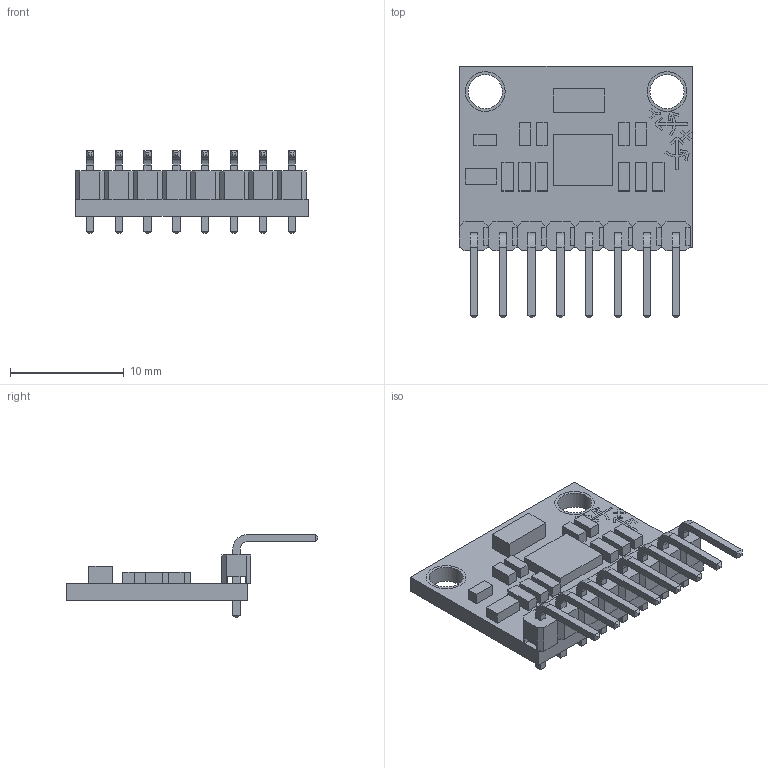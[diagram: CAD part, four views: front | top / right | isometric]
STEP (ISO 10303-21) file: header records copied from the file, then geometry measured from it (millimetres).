
FILE_DESCRIPTION(('FreeCAD Model'),'2;1');
FILE_NAME('gy-521_mpu6050_imu.step','2020-08-25T23:20:00',('Author'),(''), 'Open CASCADE STEP processor 7.3','FreeCAD','Unknown');
FILE_SCHEMA(('AUTOMOTIVE_DESIGN { 1 0 10303 214 1 1 1 1 }'));
Length unit declared in the file: millimetre
Products named in the file (18): MPU_6050_v3; pcb; Chamfer003; Fillet001; Chamfer004; Fillet002; Chamfer005; Fillet003; Chamfer006; Fillet004; Chamfer007; Fillet005; Chamfer008; Fillet006; Chamfer009; Fillet007; Chamfer010; Fillet008
Assembly tree (17 placements, depth 2):
  MPU_6050_v3
    pcb
    Chamfer003
    Fillet001
    Chamfer004
    Fillet002
    Chamfer005
    Fillet003
    Chamfer006
    Fillet004
    Chamfer007
    Fillet005
    Chamfer008
    Fillet006
    Chamfer009
    Fillet007
    Chamfer010
    Fillet008
Bounding box: 20.52 x 22.18 x 7.3 mm (x, y, z)
Volume: 669.6 mm3; surface area: 1873.5 mm2
Topology: 45 solids, 45 shells, 616 faces, 2906 edges, 6484 vertices
Faces by surface type: plane 556, cylinder 60
Full cylindrical faces by diameter (mm): 1 x8, 1.5 x14, 3 x2, 3.5 x4
Entity records: 56278 total; most frequent: CARTESIAN_POINT 13434, DIRECTION 7425, LINE 5494, VECTOR 5494, ORIENTED_EDGE 3004, PCURVE 3004, DEFINITIONAL_REPRESENTATION 3004, EDGE_CURVE 1502
